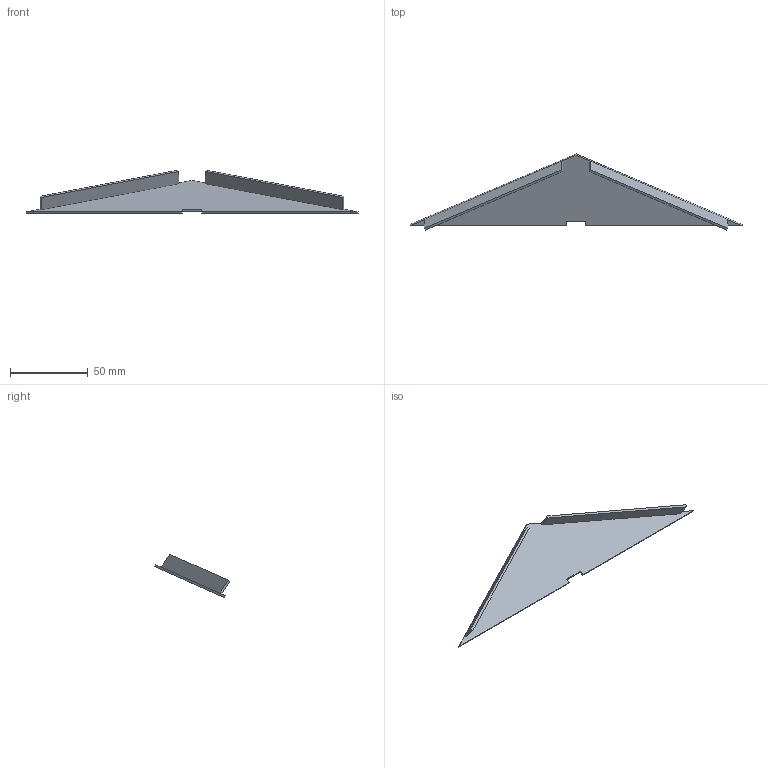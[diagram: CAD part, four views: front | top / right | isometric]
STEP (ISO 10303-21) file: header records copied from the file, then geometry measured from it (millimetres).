
FILE_DESCRIPTION(/* description */ (''),/* implementation_level */ '2;1');
FILE_NAME(/* name */ '230620 triangle V6',/* time_stamp */ '2023-06-20T02:17:33+01:00',/* author */ (''),/* organization */ (''),/* preprocessor_version */ 'ST-DEVELOPER v16.5',/* originating_system */ 'Rhino 7.22',/* authorisation */ '');
FILE_SCHEMA (('CONFIG_CONTROL_DESIGN'));
Length unit declared in the file: millimetre
Products named in the file (1): Document
Bounding box: 214.2 x 49.03 x 28.02 mm (x, y, z)
Volume: 10706.1 mm3; surface area: 15165.2 mm2
Topology: 1 solids, 1 shells, 19 faces, 47 edges, 30 vertices
Faces by surface type: bspline 19
Entity records: 1129 total; most frequent: CARTESIAN_POINT 414, B_SPLINE_CURVE_WITH_KNOTS 141, ORIENTED_EDGE 94, PCURVE 94, DEFINITIONAL_REPRESENTATION 94, SURFACE_CURVE 47, EDGE_CURVE 47, VERTEX_POINT 30
